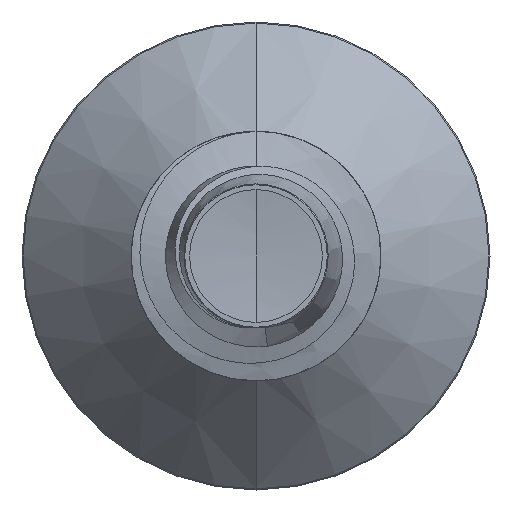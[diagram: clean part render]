
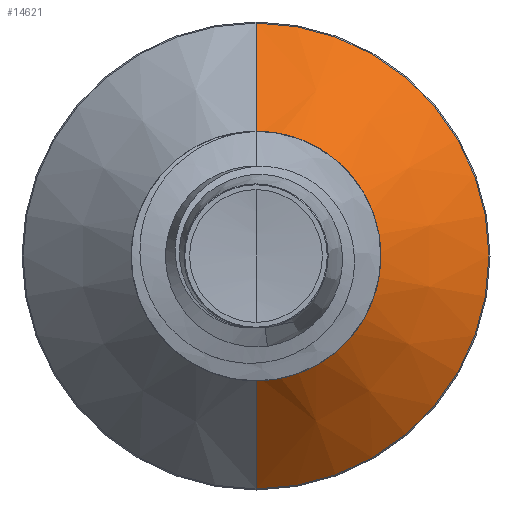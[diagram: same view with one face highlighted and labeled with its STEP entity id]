
A CAD part, front view. The second image highlights one B-rep face of the part: STEP entity #14621.
In plain terms, the highlighted conical face has half-angle 45 degrees and reference radius 0.764 mm.
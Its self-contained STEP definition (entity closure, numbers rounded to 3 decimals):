
#158 = EDGE_CURVE ( 'NONE', #2726, #540, #659, .T. ) ;
#254 = DIRECTION ( 'NONE',  ( 0., 1., 0. ) ) ;
#540 = VERTEX_POINT ( 'NONE', #9127 ) ;
#659 = CIRCLE ( 'NONE', #14220, 1.493 ) ;
#701 = CARTESIAN_POINT ( 'NONE',  ( 0., 4.793, 0. ) ) ;
#1134 = EDGE_CURVE ( 'NONE', #10301, #2726, #11802, .T. ) ;
#1633 = DIRECTION ( 'NONE',  ( 0., 1., 0. ) ) ;
#1869 = CARTESIAN_POINT ( 'NONE',  ( 0., 4.065, -0.765 ) ) ;
#1968 = EDGE_LOOP ( 'NONE', ( #6382, #3309, #14697, #5021 ) ) ;
#2145 = CIRCLE ( 'NONE', #14040, 0.765 ) ;
#2726 = VERTEX_POINT ( 'NONE', #7926 ) ;
#3029 = FACE_OUTER_BOUND ( 'NONE', #1968, .T. ) ;
#3072 = DIRECTION ( 'NONE',  ( 0., 0., 1. ) ) ;
#3154 = CARTESIAN_POINT ( 'NONE',  ( 0., 4.065, -0.765 ) ) ;
#3309 = ORIENTED_EDGE ( 'NONE', *, *, #9843, .T. ) ;
#3550 = CARTESIAN_POINT ( 'NONE',  ( 0., 4.065, 0.765 ) ) ;
#5021 = ORIENTED_EDGE ( 'NONE', *, *, #1134, .F. ) ;
#5568 = LINE ( 'NONE', #1869, #7730 ) ;
#5961 = VECTOR ( 'NONE', #8064, 1000. ) ;
#6043 = CARTESIAN_POINT ( 'NONE',  ( 0., 4.065, 0.765 ) ) ;
#6355 = DIRECTION ( 'NONE',  ( 0., 0., 1. ) ) ;
#6382 = ORIENTED_EDGE ( 'NONE', *, *, #11632, .T. ) ;
#7324 = AXIS2_PLACEMENT_3D ( 'NONE', #8824, #10850, #6355 ) ;
#7730 = VECTOR ( 'NONE', #12425, 1000. ) ;
#7926 = CARTESIAN_POINT ( 'NONE',  ( 0., 4.793, 1.493 ) ) ;
#8064 = DIRECTION ( 'NONE',  ( 0., 0.707, 0.707 ) ) ;
#8824 = CARTESIAN_POINT ( 'NONE',  ( 0., 4.065, 0. ) ) ;
#9127 = CARTESIAN_POINT ( 'NONE',  ( 0., 4.793, -1.493 ) ) ;
#9416 = CARTESIAN_POINT ( 'NONE',  ( 0., 4.065, 0. ) ) ;
#9843 = EDGE_CURVE ( 'NONE', #14041, #540, #5568, .T. ) ;
#10301 = VERTEX_POINT ( 'NONE', #6043 ) ;
#10368 = DIRECTION ( 'NONE',  ( 0., 0., 1. ) ) ;
#10850 = DIRECTION ( 'NONE',  ( 0., 1., 0. ) ) ;
#11632 = EDGE_CURVE ( 'NONE', #10301, #14041, #2145, .T. ) ;
#11802 = LINE ( 'NONE', #3550, #5961 ) ;
#12425 = DIRECTION ( 'NONE',  ( 0., 0.707, -0.707 ) ) ;
#13992 = CONICAL_SURFACE ( 'NONE', #7324, 0.765, 0.785 ) ;
#14040 = AXIS2_PLACEMENT_3D ( 'NONE', #9416, #1633, #10368 ) ;
#14041 = VERTEX_POINT ( 'NONE', #3154 ) ;
#14220 = AXIS2_PLACEMENT_3D ( 'NONE', #701, #254, #3072 ) ;
#14621 = ADVANCED_FACE ( 'NONE', ( #3029 ), #13992, .T. ) ;
#14697 = ORIENTED_EDGE ( 'NONE', *, *, #158, .F. ) ;
